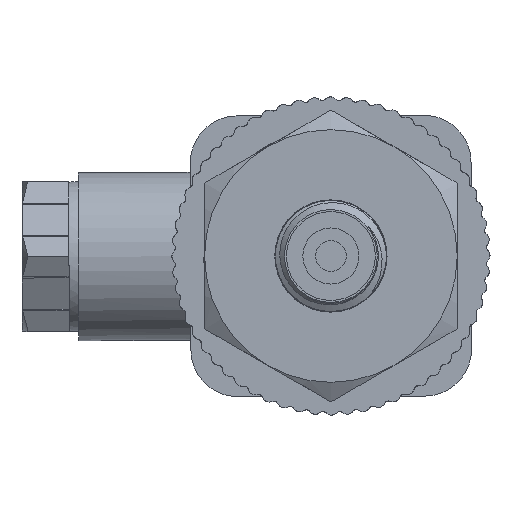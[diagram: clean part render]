
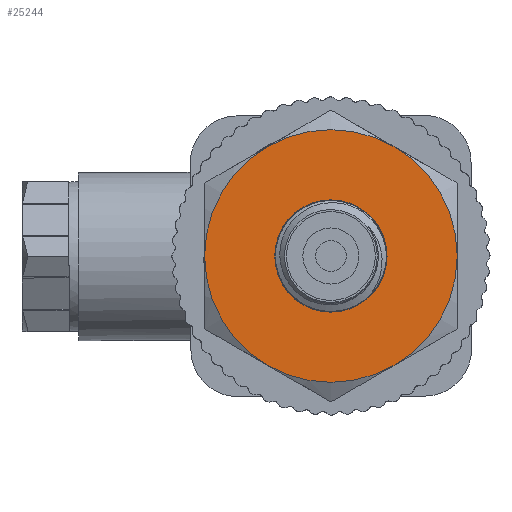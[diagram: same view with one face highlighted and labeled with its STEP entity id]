
A CAD part, left-side view. The second image highlights one B-rep face of the part: STEP entity #25244.
In plain terms, the highlighted face is planar.
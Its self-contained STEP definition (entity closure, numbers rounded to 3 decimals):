
#497=FACE_BOUND('',#4505,.T.);
#1640=PLANE('',#26629);
#3027=FACE_OUTER_BOUND('',#4504,.T.);
#4504=EDGE_LOOP('',(#23626));
#4505=EDGE_LOOP('',(#23627));
#4933=CIRCLE('',#26628,13.5);
#4934=CIRCLE('',#26630,6.);
#12387=VERTEX_POINT('',#62689);
#12388=VERTEX_POINT('',#62693);
#16137=EDGE_CURVE('',#12387,#12387,#4933,.T.);
#16139=EDGE_CURVE('',#12388,#12388,#4934,.T.);
#23626=ORIENTED_EDGE('',*,*,#16137,.T.);
#23627=ORIENTED_EDGE('',*,*,#16139,.F.);
#25244=ADVANCED_FACE('',(#3027,#497),#1640,.T.);
#26628=AXIS2_PLACEMENT_3D('',#62690,#31110,#31111);
#26629=AXIS2_PLACEMENT_3D('',#62692,#31113,#31114);
#26630=AXIS2_PLACEMENT_3D('',#62694,#31115,#31116);
#31110=DIRECTION('center_axis',(1.,0.,0.));
#31111=DIRECTION('ref_axis',(0.,0.,-1.));
#31113=DIRECTION('center_axis',(1.,0.,0.));
#31114=DIRECTION('ref_axis',(0.,0.,-1.));
#31115=DIRECTION('center_axis',(1.,0.,0.));
#31116=DIRECTION('ref_axis',(0.,0.,-1.));
#62689=CARTESIAN_POINT('',(-11.,-13.5,0.));
#62690=CARTESIAN_POINT('Origin',(-11.,0.,0.));
#62692=CARTESIAN_POINT('Origin',(-11.,6.,0.));
#62693=CARTESIAN_POINT('',(-11.,0.,6.));
#62694=CARTESIAN_POINT('Origin',(-11.,0.,0.));
